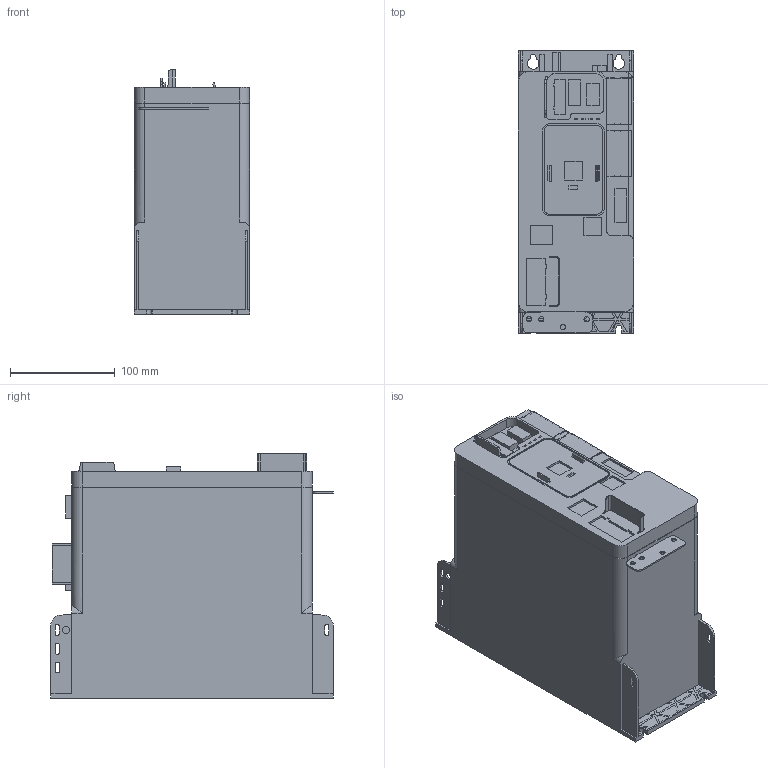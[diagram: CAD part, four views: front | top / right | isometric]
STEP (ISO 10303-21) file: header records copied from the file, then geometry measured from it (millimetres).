
FILE_DESCRIPTION(('STEP AP242'),'1');
FILE_NAME('atv340u55n4e.stp','2021-12-06T07:40:34',('TraceParts'),('TraceParts S.A.'),'Spatial InterOp 3D',' ',' ');
FILE_SCHEMA(('AP242_MANAGED_MODEL_BASED_3D_ENGINEERING_MIM_LF {1 0 10303 442 1 1 4}'));
Length unit declared in the file: millimetre
Products named in the file (1): atv340u55n4e_1
Bounding box: 110 x 270 x 234 mm (x, y, z)
Volume: 5398136.3 mm3; surface area: 316667.6 mm2
Topology: 4 solids, 4 shells, 2486 faces, 6806 edges, 4497 vertices
Faces by surface type: cylinder 1311, plane 1135, sphere 36, cone 4
Entity records: 119938 total; most frequent: CARTESIAN_POINT 17866, ORIENTED_EDGE 13612, DIRECTION 12157, STYLED_ITEM 7392, PRESENTATION_STYLE_ASSIGNMENT 7392, COLOUR_RGB 7392, EDGE_CURVE 6806, CURVE_STYLE 6496
